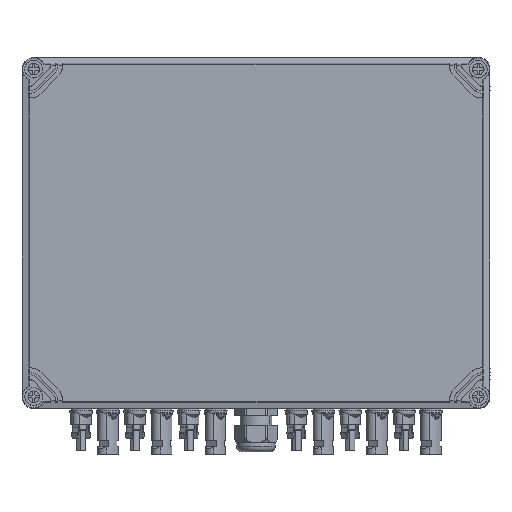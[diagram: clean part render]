
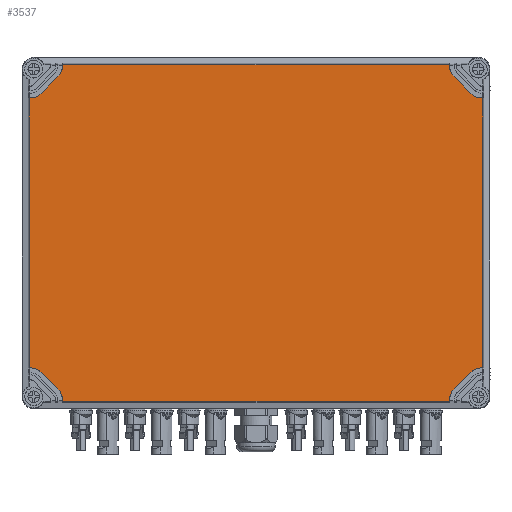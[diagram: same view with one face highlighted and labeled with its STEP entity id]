
A CAD part, top view. The second image highlights one B-rep face of the part: STEP entity #3537.
In plain terms, the highlighted planar face has unit normal (0, 0, 1).
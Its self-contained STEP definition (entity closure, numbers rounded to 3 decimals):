
#750=AXIS2_PLACEMENT_3D('Plane Axis2P3D',#747,#748,#749) ;
#3384=AXIS2_PLACEMENT_3D('Circle Axis2P3D',#3382,#3383,$) ;
#3398=AXIS2_PLACEMENT_3D('Circle Axis2P3D',#3396,#3397,$) ;
#3414=AXIS2_PLACEMENT_3D('Circle Axis2P3D',#3412,#3413,$) ;
#3442=AXIS2_PLACEMENT_3D('Circle Axis2P3D',#3440,#3441,$) ;
#3456=AXIS2_PLACEMENT_3D('Circle Axis2P3D',#3454,#3455,$) ;
#3468=AXIS2_PLACEMENT_3D('Circle Axis2P3D',#3466,#3467,$) ;
#3473=AXIS2_PLACEMENT_3D('Circle Axis2P3D',#3471,#3472,$) ;
#3487=AXIS2_PLACEMENT_3D('Circle Axis2P3D',#3485,#3486,$) ;
#747=CARTESIAN_POINT('Axis2P3D Location',(0.524,314.595,132.)) ;
#2064=CARTESIAN_POINT('Vertex',(34.654,333.05,132.)) ;
#2081=CARTESIAN_POINT('Vertex',(34.654,332.157,132.)) ;
#2084=CARTESIAN_POINT('Line Origine',(34.654,332.604,132.)) ;
#2103=CARTESIAN_POINT('Vertex',(365.346,333.05,132.)) ;
#2106=CARTESIAN_POINT('Line Origine',(199.998,333.05,132.)) ;
#2138=CARTESIAN_POINT('Line Origine',(365.346,332.604,132.)) ;
#2142=CARTESIAN_POINT('Vertex',(365.346,332.157,132.)) ;
#3064=CARTESIAN_POINT('Vertex',(6.2,73.904,132.)) ;
#3081=CARTESIAN_POINT('Vertex',(7.093,73.904,132.)) ;
#3084=CARTESIAN_POINT('Line Origine',(6.646,73.904,132.)) ;
#3103=CARTESIAN_POINT('Vertex',(6.2,304.596,132.)) ;
#3106=CARTESIAN_POINT('Line Origine',(6.2,189.248,132.)) ;
#3138=CARTESIAN_POINT('Line Origine',(6.646,304.596,132.)) ;
#3142=CARTESIAN_POINT('Vertex',(7.093,304.596,132.)) ;
#3379=CARTESIAN_POINT('Vertex',(30.553,322.651,132.)) ;
#3382=CARTESIAN_POINT('Axis2P3D Location',(20.654,332.55,132.)) ;
#3396=CARTESIAN_POINT('Axis2P3D Location',(379.351,45.945,132.)) ;
#3400=CARTESIAN_POINT('Vertex',(369.447,55.849,132.)) ;
#3402=CARTESIAN_POINT('Vertex',(365.346,46.343,132.)) ;
#3405=CARTESIAN_POINT('Line Origine',(376.424,62.826,132.)) ;
#3409=CARTESIAN_POINT('Vertex',(383.401,69.803,132.)) ;
#3412=CARTESIAN_POINT('Axis2P3D Location',(393.305,59.899,132.)) ;
#3416=CARTESIAN_POINT('Vertex',(392.907,73.904,132.)) ;
#3419=CARTESIAN_POINT('Line Origine',(393.354,73.902,132.)) ;
#3423=CARTESIAN_POINT('Vertex',(393.8,73.904,132.)) ;
#3426=CARTESIAN_POINT('Line Origine',(393.8,189.252,132.)) ;
#3430=CARTESIAN_POINT('Vertex',(393.8,304.596,132.)) ;
#3433=CARTESIAN_POINT('Line Origine',(393.354,304.6,132.)) ;
#3437=CARTESIAN_POINT('Vertex',(392.907,304.596,132.)) ;
#3440=CARTESIAN_POINT('Axis2P3D Location',(393.305,318.601,132.)) ;
#3444=CARTESIAN_POINT('Vertex',(383.401,308.697,132.)) ;
#3447=CARTESIAN_POINT('Line Origine',(376.424,315.674,132.)) ;
#3451=CARTESIAN_POINT('Vertex',(369.447,322.651,132.)) ;
#3454=CARTESIAN_POINT('Axis2P3D Location',(379.351,332.555,132.)) ;
#3459=CARTESIAN_POINT('Line Origine',(23.576,315.674,132.)) ;
#3463=CARTESIAN_POINT('Vertex',(16.599,308.697,132.)) ;
#3466=CARTESIAN_POINT('Axis2P3D Location',(6.695,318.601,132.)) ;
#3471=CARTESIAN_POINT('Axis2P3D Location',(6.695,59.899,132.)) ;
#3475=CARTESIAN_POINT('Vertex',(16.599,69.803,132.)) ;
#3478=CARTESIAN_POINT('Line Origine',(23.576,62.826,132.)) ;
#3482=CARTESIAN_POINT('Vertex',(30.553,55.849,132.)) ;
#3485=CARTESIAN_POINT('Axis2P3D Location',(20.649,45.945,132.)) ;
#3489=CARTESIAN_POINT('Vertex',(34.654,46.343,132.)) ;
#3492=CARTESIAN_POINT('Line Origine',(34.652,45.896,132.)) ;
#3496=CARTESIAN_POINT('Vertex',(34.654,45.45,132.)) ;
#3499=CARTESIAN_POINT('Line Origine',(200.002,45.45,132.)) ;
#3503=CARTESIAN_POINT('Vertex',(365.346,45.45,132.)) ;
#3506=CARTESIAN_POINT('Line Origine',(365.35,45.896,132.)) ;
#748=DIRECTION('Axis2P3D Direction',(0.,0.,1.)) ;
#749=DIRECTION('Axis2P3D XDirection',(1.,0.,0.)) ;
#2085=DIRECTION('Vector Direction',(0.,1.,0.)) ;
#2107=DIRECTION('Vector Direction',(1.,0.,0.)) ;
#2139=DIRECTION('Vector Direction',(0.,1.,0.)) ;
#3085=DIRECTION('Vector Direction',(-1.,0.,0.)) ;
#3107=DIRECTION('Vector Direction',(0.,1.,0.)) ;
#3139=DIRECTION('Vector Direction',(-1.,0.,0.)) ;
#3383=DIRECTION('Axis2P3D Direction',(-0.,0.,1.)) ;
#3397=DIRECTION('Axis2P3D Direction',(0.,0.,1.)) ;
#3406=DIRECTION('Vector Direction',(-0.707,-0.707,0.)) ;
#3413=DIRECTION('Axis2P3D Direction',(0.,0.,1.)) ;
#3420=DIRECTION('Vector Direction',(1.,0.004,0.)) ;
#3427=DIRECTION('Vector Direction',(0.,-1.,0.)) ;
#3434=DIRECTION('Vector Direction',(1.,0.,0.)) ;
#3441=DIRECTION('Axis2P3D Direction',(0.,0.,1.)) ;
#3448=DIRECTION('Vector Direction',(0.707,-0.707,0.)) ;
#3455=DIRECTION('Axis2P3D Direction',(0.,0.,1.)) ;
#3460=DIRECTION('Vector Direction',(0.707,0.707,0.)) ;
#3467=DIRECTION('Axis2P3D Direction',(0.,0.,1.)) ;
#3472=DIRECTION('Axis2P3D Direction',(0.,0.,1.)) ;
#3479=DIRECTION('Vector Direction',(-0.707,0.707,0.)) ;
#3486=DIRECTION('Axis2P3D Direction',(0.,0.,1.)) ;
#3493=DIRECTION('Vector Direction',(0.004,-1.,0.)) ;
#3500=DIRECTION('Vector Direction',(-1.,0.,0.)) ;
#3507=DIRECTION('Vector Direction',(0.,-1.,0.)) ;
#2086=VECTOR('Line Direction',#2085,1.) ;
#2108=VECTOR('Line Direction',#2107,1.) ;
#2140=VECTOR('Line Direction',#2139,1.) ;
#3086=VECTOR('Line Direction',#3085,1.) ;
#3108=VECTOR('Line Direction',#3107,1.) ;
#3140=VECTOR('Line Direction',#3139,1.) ;
#3407=VECTOR('Line Direction',#3406,1.) ;
#3421=VECTOR('Line Direction',#3420,1.) ;
#3428=VECTOR('Line Direction',#3427,1.) ;
#3435=VECTOR('Line Direction',#3434,1.) ;
#3449=VECTOR('Line Direction',#3448,1.) ;
#3461=VECTOR('Line Direction',#3460,1.) ;
#3480=VECTOR('Line Direction',#3479,1.) ;
#3494=VECTOR('Line Direction',#3493,1.) ;
#3501=VECTOR('Line Direction',#3500,1.) ;
#3508=VECTOR('Line Direction',#3507,1.) ;
#3512=ORIENTED_EDGE('',*,*,#3404,.F.) ;
#3513=ORIENTED_EDGE('',*,*,#3411,.F.) ;
#3514=ORIENTED_EDGE('',*,*,#3418,.F.) ;
#3515=ORIENTED_EDGE('',*,*,#3425,.T.) ;
#3516=ORIENTED_EDGE('',*,*,#3432,.F.) ;
#3517=ORIENTED_EDGE('',*,*,#3439,.F.) ;
#3518=ORIENTED_EDGE('',*,*,#3446,.F.) ;
#3519=ORIENTED_EDGE('',*,*,#3453,.F.) ;
#3520=ORIENTED_EDGE('',*,*,#3458,.F.) ;
#3521=ORIENTED_EDGE('',*,*,#2144,.T.) ;
#3522=ORIENTED_EDGE('',*,*,#2110,.F.) ;
#3523=ORIENTED_EDGE('',*,*,#2088,.F.) ;
#3524=ORIENTED_EDGE('',*,*,#3386,.F.) ;
#3525=ORIENTED_EDGE('',*,*,#3465,.F.) ;
#3526=ORIENTED_EDGE('',*,*,#3470,.F.) ;
#3527=ORIENTED_EDGE('',*,*,#3144,.T.) ;
#3528=ORIENTED_EDGE('',*,*,#3110,.F.) ;
#3529=ORIENTED_EDGE('',*,*,#3088,.F.) ;
#3530=ORIENTED_EDGE('',*,*,#3477,.F.) ;
#3531=ORIENTED_EDGE('',*,*,#3484,.F.) ;
#3532=ORIENTED_EDGE('',*,*,#3491,.F.) ;
#3533=ORIENTED_EDGE('',*,*,#3498,.T.) ;
#3534=ORIENTED_EDGE('',*,*,#3505,.F.) ;
#3535=ORIENTED_EDGE('',*,*,#3510,.F.) ;
#3537=ADVANCED_FACE('K\X2\00F6\X0\rper.1',(#3536),#751,.T.) ;
#3385=CIRCLE('generated circle',#3384,14.) ;
#3399=CIRCLE('generated circle',#3398,14.007) ;
#3415=CIRCLE('generated circle',#3414,14.007) ;
#3443=CIRCLE('generated circle',#3442,14.007) ;
#3457=CIRCLE('generated circle',#3456,14.007) ;
#3469=CIRCLE('generated circle',#3468,14.007) ;
#3474=CIRCLE('generated circle',#3473,14.007) ;
#3488=CIRCLE('generated circle',#3487,14.007) ;
#2088=EDGE_CURVE('',#2082,#2065,#2087,.T.) ;
#2110=EDGE_CURVE('',#2065,#2104,#2109,.T.) ;
#2144=EDGE_CURVE('',#2143,#2104,#2141,.T.) ;
#3088=EDGE_CURVE('',#3082,#3065,#3087,.T.) ;
#3110=EDGE_CURVE('',#3065,#3104,#3109,.T.) ;
#3144=EDGE_CURVE('',#3143,#3104,#3141,.T.) ;
#3386=EDGE_CURVE('',#3380,#2082,#3385,.T.) ;
#3404=EDGE_CURVE('',#3401,#3403,#3399,.T.) ;
#3411=EDGE_CURVE('',#3410,#3401,#3408,.T.) ;
#3418=EDGE_CURVE('',#3417,#3410,#3415,.T.) ;
#3425=EDGE_CURVE('',#3417,#3424,#3422,.T.) ;
#3432=EDGE_CURVE('',#3431,#3424,#3429,.T.) ;
#3439=EDGE_CURVE('',#3438,#3431,#3436,.T.) ;
#3446=EDGE_CURVE('',#3445,#3438,#3443,.T.) ;
#3453=EDGE_CURVE('',#3452,#3445,#3450,.T.) ;
#3458=EDGE_CURVE('',#2143,#3452,#3457,.T.) ;
#3465=EDGE_CURVE('',#3464,#3380,#3462,.T.) ;
#3470=EDGE_CURVE('',#3143,#3464,#3469,.T.) ;
#3477=EDGE_CURVE('',#3476,#3082,#3474,.T.) ;
#3484=EDGE_CURVE('',#3483,#3476,#3481,.T.) ;
#3491=EDGE_CURVE('',#3490,#3483,#3488,.T.) ;
#3498=EDGE_CURVE('',#3490,#3497,#3495,.T.) ;
#3505=EDGE_CURVE('',#3504,#3497,#3502,.T.) ;
#3510=EDGE_CURVE('',#3403,#3504,#3509,.T.) ;
#3511=EDGE_LOOP('',(#3512,#3513,#3514,#3515,#3516,#3517,#3518,#3519,#3520,#3521,#3522,#3523,#3524,#3525,#3526,#3527,#3528,#3529,#3530,#3531,#3532,#3533,#3534,#3535)) ;
#3536=FACE_OUTER_BOUND('',#3511,.T.) ;
#2087=LINE('Line',#2084,#2086) ;
#2109=LINE('Line',#2106,#2108) ;
#2141=LINE('Line',#2138,#2140) ;
#3087=LINE('Line',#3084,#3086) ;
#3109=LINE('Line',#3106,#3108) ;
#3141=LINE('Line',#3138,#3140) ;
#3408=LINE('Line',#3405,#3407) ;
#3422=LINE('Line',#3419,#3421) ;
#3429=LINE('Line',#3426,#3428) ;
#3436=LINE('Line',#3433,#3435) ;
#3450=LINE('Line',#3447,#3449) ;
#3462=LINE('Line',#3459,#3461) ;
#3481=LINE('Line',#3478,#3480) ;
#3495=LINE('Line',#3492,#3494) ;
#3502=LINE('Line',#3499,#3501) ;
#3509=LINE('Line',#3506,#3508) ;
#751=PLANE('',#750) ;
#2065=VERTEX_POINT('',#2064) ;
#2082=VERTEX_POINT('',#2081) ;
#2104=VERTEX_POINT('',#2103) ;
#2143=VERTEX_POINT('',#2142) ;
#3065=VERTEX_POINT('',#3064) ;
#3082=VERTEX_POINT('',#3081) ;
#3104=VERTEX_POINT('',#3103) ;
#3143=VERTEX_POINT('',#3142) ;
#3380=VERTEX_POINT('',#3379) ;
#3401=VERTEX_POINT('',#3400) ;
#3403=VERTEX_POINT('',#3402) ;
#3410=VERTEX_POINT('',#3409) ;
#3417=VERTEX_POINT('',#3416) ;
#3424=VERTEX_POINT('',#3423) ;
#3431=VERTEX_POINT('',#3430) ;
#3438=VERTEX_POINT('',#3437) ;
#3445=VERTEX_POINT('',#3444) ;
#3452=VERTEX_POINT('',#3451) ;
#3464=VERTEX_POINT('',#3463) ;
#3476=VERTEX_POINT('',#3475) ;
#3483=VERTEX_POINT('',#3482) ;
#3490=VERTEX_POINT('',#3489) ;
#3497=VERTEX_POINT('',#3496) ;
#3504=VERTEX_POINT('',#3503) ;
